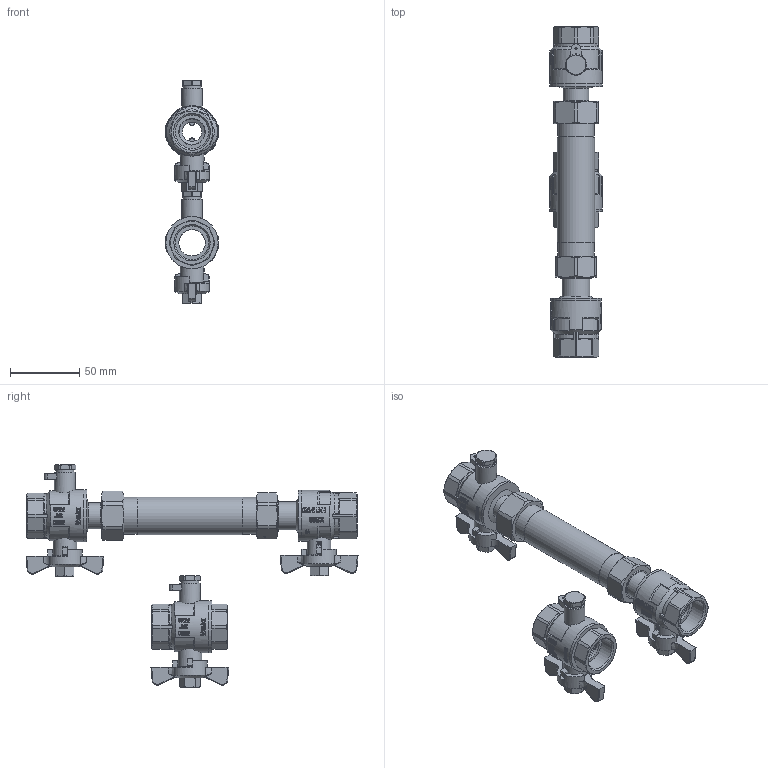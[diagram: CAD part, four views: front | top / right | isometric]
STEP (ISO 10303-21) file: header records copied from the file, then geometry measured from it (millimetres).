
FILE_DESCRIPTION(/* description */ ('Unknown'),/* implementation_level */ '2;1');
FILE_NAME(/* name */ '80120002',/* time_stamp */ '2023-07-10T09:38:49+02:00',/* author */ ('Unknown'),/* organization */ ('Unknown'),/* preprocessor_version */ 'ST-DEVELOPER v18.102',/* originating_system */ 'Solid Edge',/* authorisation */ 'Unknown');
FILE_SCHEMA (('AUTOMOTIVE_DESIGN {1 0 10303 214 3 1 1}'));
Length unit declared in the file: millimetre
Products named in the file (45): 80120002; 98708712-3_4x110; 708-55; 626-3_4-Spindel-co; 626-3_4-O-Ring; 626-3_4-Spindel; 626-3_4-Spindeldichtung; 626-3_4-Stopfbuchse; 709-55_Einschraubteil; Gehduse; Flügelgriff 1_4 - 3_4; 600-1_2-Mutter.2; 郻M-3_4; 97000077_24x15x2 - 3_4; 712-05; Spindel-co; Spindel; Spindeldichtung; Stopfbuchse; 600-1_2-Mutter; Kvrper-co; Kvrper; Schtaube; Kugeldichtung; Kugel; Einschraubteil; Dichtung; 7226-55; 722-55-Einschraubteil-co; sperring; Überwurfmutter_3_4; B1; F-griff.1; M8-1_2-3_4.1; 7226-55_Körper-co; 7116-55_Körper_ø5,9; Dichtung_0
Assembly tree (48 placements, depth 4):
  80120002
    98708712-3_4x110
    708-55
      626-3_4-Spindel-co
        626-3_4-O-Ring
        626-3_4-Spindel
        626-3_4-Spindeldichtung
        626-3_4-Stopfbuchse
      709-55_Einschraubteil
      Gehduse
      Flügelgriff 1_4 - 3_4
      600-1_2-Mutter.2
      郻M-3_4
      97000077_24x15x2 - 3_4
    712-05
      Spindel-co
        Spindel
        Spindeldichtung
        Stopfbuchse
        Flügelgriff 1_4 - 3_4
        600-1_2-Mutter
      Kvrper-co
        Kvrper
        Schtaube
        Kugeldichtung  x2
        Kugel
        Einschraubteil
        Dichtung
    7226-55
      722-55-Einschraubteil-co
        Einschraubteil
        97000077_24x15x2 - 3_4
        sperring
        Überwurfmutter_3_4
      B1
        F-griff.1
        M8-1_2-3_4.1
      7226-55_Körper-co
        7116-55_Körper_ø5,9
        Dichtung_0
        Kugel
        Kugeldichtung  x2
        Schtaube
      Spindel-co
        Stopfbuchse
        Spindel
        Spindeldichtung
Bounding box: 38.39 x 238.95 x 160.21 mm (x, y, z)
Volume: 149649.2 mm3; surface area: 107027 mm2
Topology: 38 solids, 38 shells, 3625 faces, 9975 edges, 6592 vertices
Faces by surface type: plane 2918, cylinder 417, cone 193, bspline 50, sphere 32, torus 15
Full cylindrical faces by diameter (mm): 1.5 x3, 5 x2, 5.9 x2, 6.6 x1, 6.7 x2, 6.75 x3, 8.9 x2, 8.92 x2, 9 x8, 9.1 x4, 9.3 x1, 10 x4, 10.5 x3, 11 x3, 12 x3, 12.3 x1, 12.376 x1, 12.4 x2, 12.5 x2, 13 x2, 14 x4, 15 x3, 16 x7, 17 x3, 18.5 x3, 18.6 x1, 18.9 x1, 19 x10, 20 x1, 21.6 x1
Entity records: 135531 total; most frequent: CARTESIAN_POINT 33838, DIRECTION 21483, ORIENTED_EDGE 18954, EDGE_CURVE 9477, AXIS2_PLACEMENT_3D 8875, VERTEX_POINT 6408, FACE_BOUND 4011, EDGE_LOOP 4008
